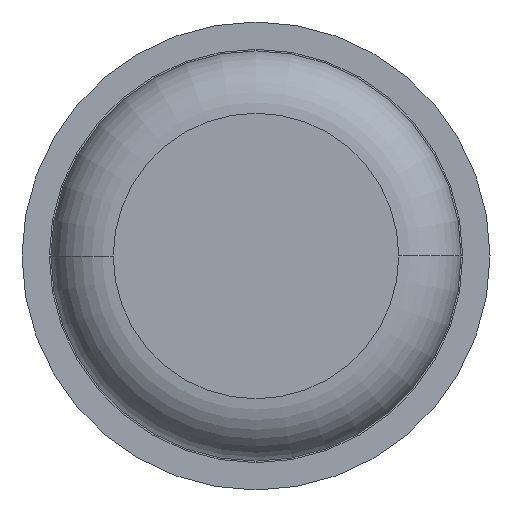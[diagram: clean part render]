
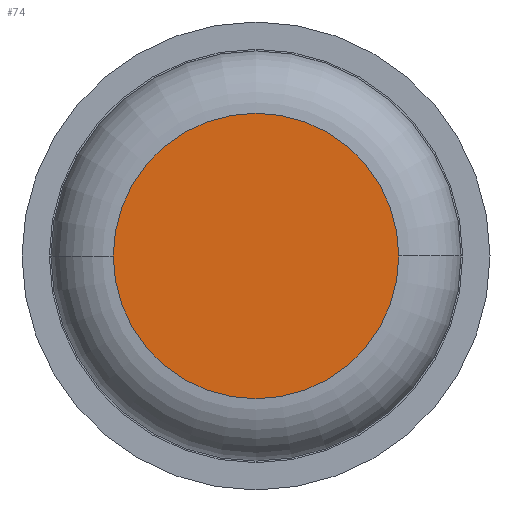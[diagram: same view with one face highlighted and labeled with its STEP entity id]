
A CAD part, front view. The second image highlights one B-rep face of the part: STEP entity #74.
In plain terms, the highlighted planar face has unit normal (0, -1, 0).
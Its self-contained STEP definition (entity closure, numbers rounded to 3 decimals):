
#11 = CARTESIAN_POINT ( 'NONE',  ( 0., 0., 0. ) ) ;
#74 = ADVANCED_FACE ( 'Defeature ausgef�hrt1_6', ( #932 ), #3040, .F. ) ;
#465 = ORIENTED_EDGE ( 'NONE', *, *, #1351, .T. ) ;
#593 = AXIS2_PLACEMENT_3D ( 'NONE', #11, #2362, #678 ) ;
#600 = CARTESIAN_POINT ( 'NONE',  ( 0., 0., 0. ) ) ;
#678 = DIRECTION ( 'NONE',  ( -1., 0., 0. ) ) ;
#932 = FACE_OUTER_BOUND ( 'NONE', #1687, .T. ) ;
#1351 = EDGE_CURVE ( 'Defeature ausgef�hrt1_6+Defeature ausgef�hrt1_7+Defeature ausgef�hrt1_7+Defeature ausgef�hrt1_7', #1633, #1754, #1770, .T. ) ;
#1458 = DIRECTION ( 'NONE',  ( -1., 0., 0. ) ) ;
#1508 = CARTESIAN_POINT ( 'NONE',  ( 0.915, 0., 0. ) ) ;
#1519 = ORIENTED_EDGE ( 'NONE', *, *, #2178, .T. ) ;
#1633 = VERTEX_POINT ( 'NONE', #4087 ) ;
#1687 = EDGE_LOOP ( 'NONE', ( #465, #1519 ) ) ;
#1754 = VERTEX_POINT ( 'NONE', #1508 ) ;
#1770 = CIRCLE ( 'NONE', #3267, 0.915 ) ;
#2134 = CARTESIAN_POINT ( 'NONE',  ( 0., 0., 0. ) ) ;
#2178 = EDGE_CURVE ( 'Defeature ausgef�hrt1_6+Defeature ausgef�hrt1_7+Defeature ausgef�hrt1_7+Defeature ausgef�hrt1_7', #1754, #1633, #2734, .T. ) ;
#2362 = DIRECTION ( 'NONE',  ( 0., 1., 0. ) ) ;
#2734 = CIRCLE ( 'NONE', #3560, 0.915 ) ;
#2941 = DIRECTION ( 'NONE',  ( 0., -1., 0. ) ) ;
#3040 = PLANE ( 'NONE',  #593 ) ;
#3128 = DIRECTION ( 'NONE',  ( 0., -1., 0. ) ) ;
#3267 = AXIS2_PLACEMENT_3D ( 'NONE', #600, #2941, #3623 ) ;
#3560 = AXIS2_PLACEMENT_3D ( 'NONE', #2134, #3128, #1458 ) ;
#3623 = DIRECTION ( 'NONE',  ( -1., 0., 0. ) ) ;
#4087 = CARTESIAN_POINT ( 'NONE',  ( -0.915, 0., 0. ) ) ;
